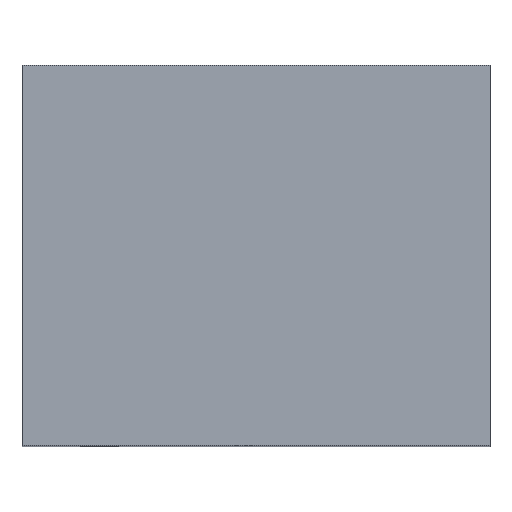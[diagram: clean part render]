
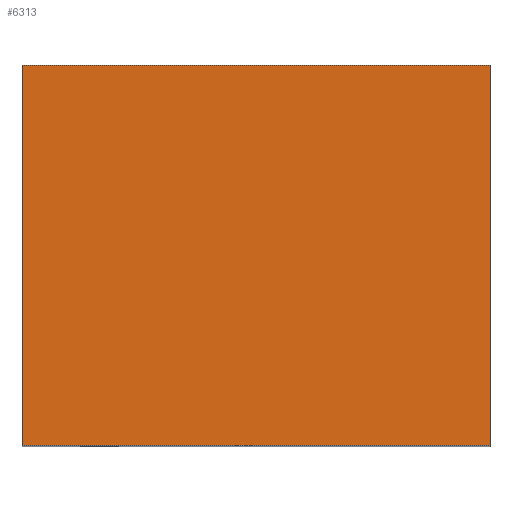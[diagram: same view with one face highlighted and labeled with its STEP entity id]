
A CAD part, top view. The second image highlights one B-rep face of the part: STEP entity #6313.
In plain terms, the highlighted planar face has unit normal (0, 0, 1).
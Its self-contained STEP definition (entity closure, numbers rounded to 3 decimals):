
#93=ORIENTED_EDGE('',*,*,#1917,.F.);
#94=ORIENTED_EDGE('',*,*,#1929,.F.);
#95=ORIENTED_EDGE('',*,*,#1926,.T.);
#96=ORIENTED_EDGE('',*,*,#1930,.F.);
#1917=EDGE_CURVE('',#2836,#2837,#3452,.T.);
#1926=EDGE_CURVE('',#2844,#2845,#3461,.T.);
#1929=EDGE_CURVE('',#2844,#2836,#3464,.T.);
#1930=EDGE_CURVE('',#2837,#2845,#3465,.T.);
#2836=VERTEX_POINT('',#8698);
#2837=VERTEX_POINT('',#8700);
#2844=VERTEX_POINT('',#8718);
#2845=VERTEX_POINT('',#8719);
#3452=LINE('',#8699,#4325);
#3461=LINE('',#8717,#4334);
#3464=LINE('',#8723,#4337);
#3465=LINE('',#8724,#4338);
#4325=VECTOR('',#7053,1000.);
#4334=VECTOR('',#7066,1000.);
#4337=VECTOR('',#7071,1000.);
#4338=VECTOR('',#7072,1000.);
#5199=EDGE_LOOP('',(#93,#94,#95,#96));
#5596=FACE_BOUND('',#5199,.T.);
#5993=PLANE('',#6665);
#6313=ADVANCED_FACE('',(#5596),#5993,.F.);
#6665=AXIS2_PLACEMENT_3D('',#8722,#7069,#7070);
#7053=DIRECTION('',(0.,-1.,0.));
#7066=DIRECTION('',(0.,-1.,0.));
#7069=DIRECTION('',(0.,0.,-1.));
#7070=DIRECTION('',(0.,1.,0.));
#7071=DIRECTION('',(1.,0.,0.));
#7072=DIRECTION('',(-1.,0.,0.));
#8698=CARTESIAN_POINT('',(27.223,34.462,12.567));
#8699=CARTESIAN_POINT('',(27.223,30.264,12.567));
#8700=CARTESIAN_POINT('',(27.223,14.562,12.567));
#8717=CARTESIAN_POINT('',(2.723,15.262,12.567));
#8718=CARTESIAN_POINT('',(2.723,34.462,12.567));
#8719=CARTESIAN_POINT('',(2.723,14.562,12.567));
#8722=CARTESIAN_POINT('',(14.973,32.664,12.567));
#8723=CARTESIAN_POINT('',(6.403,34.462,12.567));
#8724=CARTESIAN_POINT('',(14.973,14.562,12.567));
